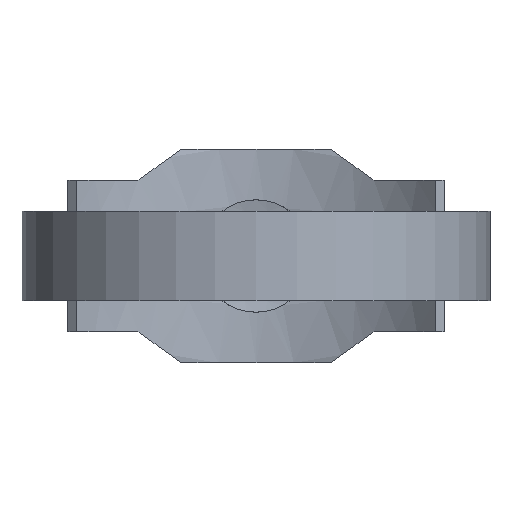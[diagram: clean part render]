
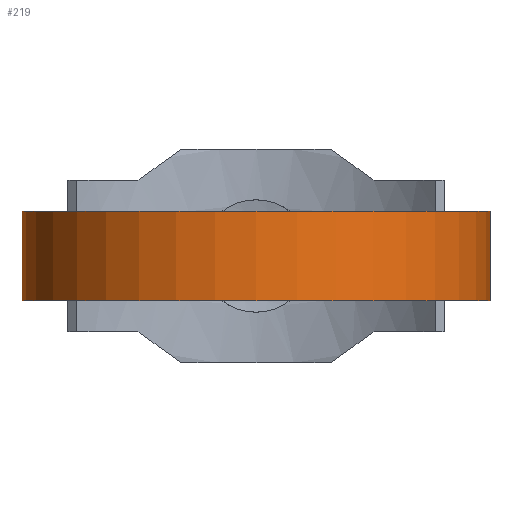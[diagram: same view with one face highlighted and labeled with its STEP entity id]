
A CAD part, front view. The second image highlights one B-rep face of the part: STEP entity #219.
In plain terms, the highlighted cylindrical face has radius 157.5 mm (diameter 315 mm), a partial arc.
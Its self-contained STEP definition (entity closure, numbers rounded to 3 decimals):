
#209 = VERTEX_POINT( '', #581 );
#219 = ADVANCED_FACE( '', ( #592 ), #593, .T. );
#221 = VERTEX_POINT( '', #595 );
#223 = EDGE_CURVE( '', #221, #303, #597, .T. );
#269 = VERTEX_POINT( '', #648 );
#303 = VERTEX_POINT( '', #687 );
#329 = EDGE_CURVE( '', #269, #221, #715, .T. );
#337 = EDGE_CURVE( '', #209, #269, #726, .T. );
#353 = EDGE_CURVE( '', #209, #303, #744, .T. );
#581 = CARTESIAN_POINT( '', ( -157.5, 0., -30. ) );
#592 = FACE_OUTER_BOUND( '', #997, .T. );
#593 = CYLINDRICAL_SURFACE( '', #998, 157.5 );
#595 = CARTESIAN_POINT( '', ( 157.5, 0., 30. ) );
#597 = LINE( '', #1003, #1004 );
#648 = CARTESIAN_POINT( '', ( -157.5, 0., 30. ) );
#687 = CARTESIAN_POINT( '', ( 157.5, 0., -30. ) );
#715 = CIRCLE( '', #1275, 157.5 );
#726 = LINE( '', #1287, #1288 );
#744 = CIRCLE( '', #1309, 157.5 );
#997 = EDGE_LOOP( '', ( #1798, #1799, #1800, #1801 ) );
#998 = AXIS2_PLACEMENT_3D( '', #1802, #1803, #1804 );
#1003 = CARTESIAN_POINT( '', ( 157.5, 0., 30. ) );
#1004 = VECTOR( '', #1805, 1. );
#1275 = AXIS2_PLACEMENT_3D( '', #1947, #1948, #1949 );
#1287 = CARTESIAN_POINT( '', ( -157.5, 0., 30. ) );
#1288 = VECTOR( '', #1974, 1. );
#1309 = AXIS2_PLACEMENT_3D( '', #1997, #1998, #1999 );
#1798 = ORIENTED_EDGE( '', *, *, #223, .F. );
#1799 = ORIENTED_EDGE( '', *, *, #329, .F. );
#1800 = ORIENTED_EDGE( '', *, *, #337, .F. );
#1801 = ORIENTED_EDGE( '', *, *, #353, .T. );
#1802 = CARTESIAN_POINT( '', ( 0., 0., 30. ) );
#1803 = DIRECTION( '', ( 0., 0., 1. ) );
#1804 = DIRECTION( '', ( 1., 0., 0. ) );
#1805 = DIRECTION( '', ( 0., 0., -1. ) );
#1947 = CARTESIAN_POINT( '', ( 0., 0., 30. ) );
#1948 = DIRECTION( '', ( 0., 0., 1. ) );
#1949 = DIRECTION( '', ( 1., 0., 0. ) );
#1974 = DIRECTION( '', ( 0., 0., 1. ) );
#1997 = CARTESIAN_POINT( '', ( 0., 0., -30. ) );
#1998 = DIRECTION( '', ( 0., 0., 1. ) );
#1999 = DIRECTION( '', ( 1., 0., 0. ) );
